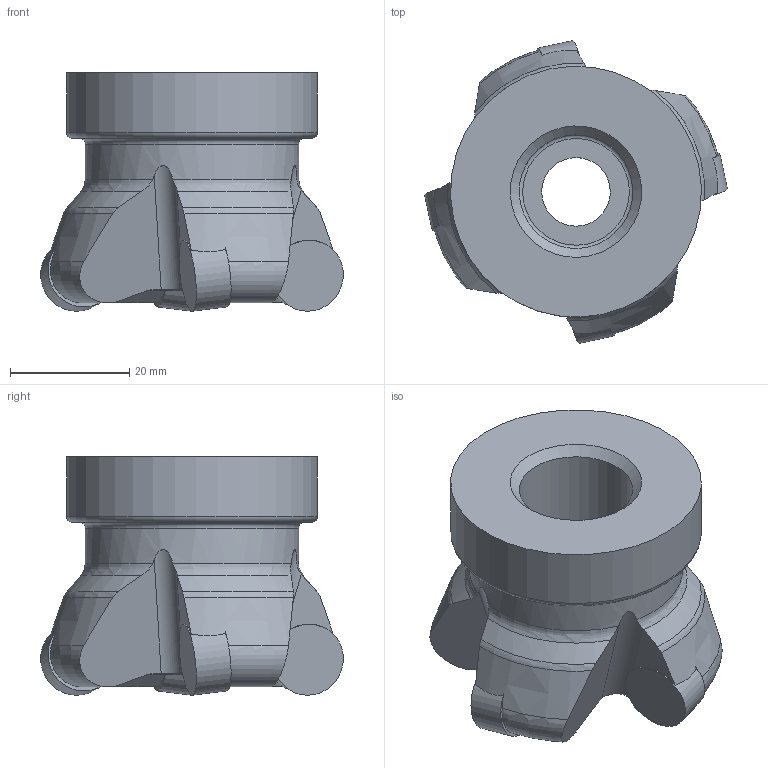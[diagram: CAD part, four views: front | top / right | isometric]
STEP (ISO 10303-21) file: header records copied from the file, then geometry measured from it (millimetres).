
FILE_DESCRIPTION(/* description */ (''),/* implementation_level */ '2;1');
FILE_NAME(/* name */ '1697109707656.stp',/* time_stamp */ '2023-10-12T16:52:00+05:00',/* author */ (''),/* organization */ ('SMS'),/* preprocessor_version */ 'ST-DEVELOPER v16.7',/* originating_system */ 'SIEMENS PLM Software NX 12.0',/* authorisation */ '');
FILE_SCHEMA (('AUTOMOTIVE_DESIGN { 1 0 10303 214 3 1 1 1 }'));
Length unit declared in the file: millimetre
Products named in the file (4): 204371717mod000_00; ASSEMBLY_CONSTRUCTION; 204891726mod000_00; 204891727mod000_00
Assembly tree (6 placements, depth 2):
  204891727mod000_00
    204891726mod000_00
    ASSEMBLY_CONSTRUCTION
    204371717mod000_00  x4
Bounding box: 50.79 x 50.79 x 40 mm (x, y, z)
Volume: 37307.8 mm3; surface area: 11955.8 mm2
Topology: 5 solids, 5 shells, 95 faces, 244 edges, 179 vertices
Faces by surface type: plane 33, torus 25, cone 19, cylinder 18
Full cylindrical faces by diameter (mm): 11.5 x1, 12 x4, 17.15 x1, 19.061 x1, 19.5 x1, 35.8 x1, 42.1 x1
Entity records: 3102 total; most frequent: CARTESIAN_POINT 909, ORIENTED_EDGE 424, DIRECTION 398, EDGE_CURVE 212, AXIS2_PLACEMENT_3D 187, VERTEX_POINT 148, EDGE_LOOP 106, B_SPLINE_CURVE_WITH_KNOTS 104
